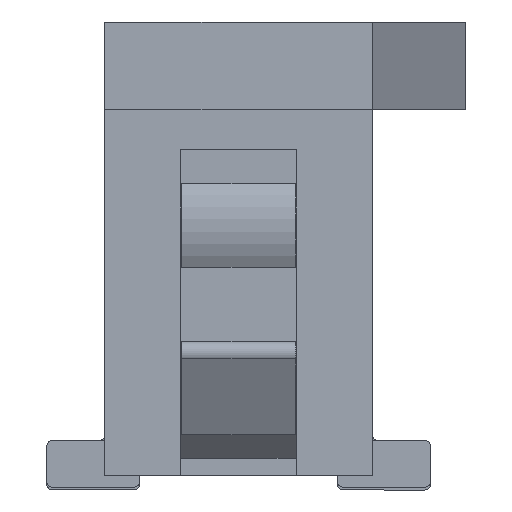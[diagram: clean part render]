
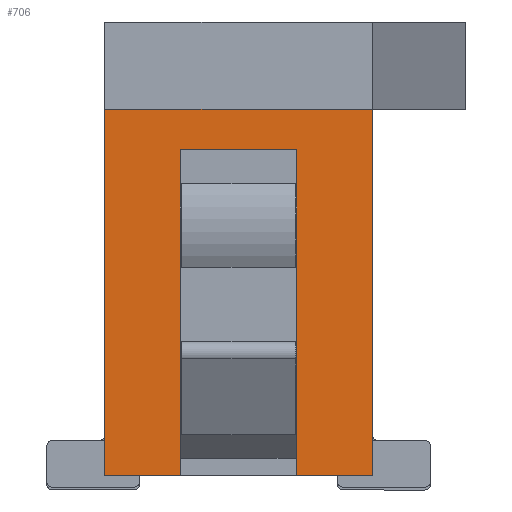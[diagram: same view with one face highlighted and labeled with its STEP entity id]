
A CAD part, left-side view. The second image highlights one B-rep face of the part: STEP entity #706.
In plain terms, the highlighted planar face has unit normal (-1, 0, 0).
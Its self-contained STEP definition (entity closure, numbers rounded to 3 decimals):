
#706 = ADVANCED_FACE( '', ( #1667 ), #1668, .F. );
#1667 = FACE_OUTER_BOUND( '', #2930, .T. );
#1668 = PLANE( '', #2931 );
#2930 = EDGE_LOOP( '', ( #4753, #4754, #4755, #4756, #4757, #4758, #4759, #4760 ) );
#2931 = AXIS2_PLACEMENT_3D( '', #4761, #4762, #4763 );
#4753 = ORIENTED_EDGE( '', *, *, #8837, .F. );
#4754 = ORIENTED_EDGE( '', *, *, #8838, .F. );
#4755 = ORIENTED_EDGE( '', *, *, #8839, .F. );
#4756 = ORIENTED_EDGE( '', *, *, #8840, .T. );
#4757 = ORIENTED_EDGE( '', *, *, #8841, .F. );
#4758 = ORIENTED_EDGE( '', *, *, #8842, .F. );
#4759 = ORIENTED_EDGE( '', *, *, #8488, .T. );
#4760 = ORIENTED_EDGE( '', *, *, #8721, .T. );
#4761 = CARTESIAN_POINT( '', ( -5.25, -1.15, 1.575 ) );
#4762 = DIRECTION( '', ( 1., 0., 0. ) );
#4763 = DIRECTION( '', ( 0., 0., -1. ) );
#8488 = EDGE_CURVE( '', #10385, #10389, #10391, .T. );
#8721 = EDGE_CURVE( '', #10389, #10809, #10811, .T. );
#8837 = EDGE_CURVE( '', #11012, #10809, #11013, .T. );
#8838 = EDGE_CURVE( '', #11014, #11012, #11015, .T. );
#8839 = EDGE_CURVE( '', #11016, #11014, #11017, .T. );
#8840 = EDGE_CURVE( '', #11016, #11018, #11019, .T. );
#8841 = EDGE_CURVE( '', #11020, #11018, #11021, .T. );
#8842 = EDGE_CURVE( '', #10385, #11020, #11022, .T. );
#10385 = VERTEX_POINT( '', #13144 );
#10389 = VERTEX_POINT( '', #13150 );
#10391 = LINE( '', #13153, #13154 );
#10809 = VERTEX_POINT( '', #13756 );
#10811 = LINE( '', #13759, #13760 );
#11012 = VERTEX_POINT( '', #14063 );
#11013 = LINE( '', #14064, #14065 );
#11014 = VERTEX_POINT( '', #14066 );
#11015 = LINE( '', #14067, #14068 );
#11016 = VERTEX_POINT( '', #14069 );
#11017 = LINE( '', #14070, #14071 );
#11018 = VERTEX_POINT( '', #14072 );
#11019 = LINE( '', #14073, #14074 );
#11020 = VERTEX_POINT( '', #14075 );
#11021 = LINE( '', #14076, #14077 );
#11022 = LINE( '', #14078, #14079 );
#13144 = CARTESIAN_POINT( '', ( -5.25, -1.15, 1.575 ) );
#13150 = CARTESIAN_POINT( '', ( -5.25, 1.15, 1.575 ) );
#13153 = CARTESIAN_POINT( '', ( -5.25, -1.15, 1.575 ) );
#13154 = VECTOR( '', #16721, 1000. );
#13756 = CARTESIAN_POINT( '', ( -5.25, 1.15, -1.575 ) );
#13759 = CARTESIAN_POINT( '', ( -5.25, 1.15, 1.575 ) );
#13760 = VECTOR( '', #16943, 1000. );
#14063 = CARTESIAN_POINT( '', ( -5.25, 0.5, -1.575 ) );
#14064 = CARTESIAN_POINT( '', ( -5.25, -1.15, -1.575 ) );
#14065 = VECTOR( '', #17061, 1000. );
#14066 = CARTESIAN_POINT( '', ( -5.25, 0.5, 1.225 ) );
#14067 = CARTESIAN_POINT( '', ( -5.25, 0.5, 1.225 ) );
#14068 = VECTOR( '', #17062, 1000. );
#14069 = CARTESIAN_POINT( '', ( -5.25, -0.5, 1.225 ) );
#14070 = CARTESIAN_POINT( '', ( -5.25, -0.5, 1.225 ) );
#14071 = VECTOR( '', #17063, 1000. );
#14072 = CARTESIAN_POINT( '', ( -5.25, -0.5, -1.575 ) );
#14073 = CARTESIAN_POINT( '', ( -5.25, -0.5, 1.225 ) );
#14074 = VECTOR( '', #17064, 1000. );
#14075 = CARTESIAN_POINT( '', ( -5.25, -1.15, -1.575 ) );
#14076 = CARTESIAN_POINT( '', ( -5.25, -1.15, -1.575 ) );
#14077 = VECTOR( '', #17065, 1000. );
#14078 = CARTESIAN_POINT( '', ( -5.25, -1.15, 1.575 ) );
#14079 = VECTOR( '', #17066, 1000. );
#16721 = DIRECTION( '', ( 0., 1., 0. ) );
#16943 = DIRECTION( '', ( 0., 0., -1. ) );
#17061 = DIRECTION( '', ( 0., 1., 0. ) );
#17062 = DIRECTION( '', ( 0., 0., -1. ) );
#17063 = DIRECTION( '', ( 0., 1., 0. ) );
#17064 = DIRECTION( '', ( 0., 0., -1. ) );
#17065 = DIRECTION( '', ( 0., 1., 0. ) );
#17066 = DIRECTION( '', ( 0., 0., -1. ) );
